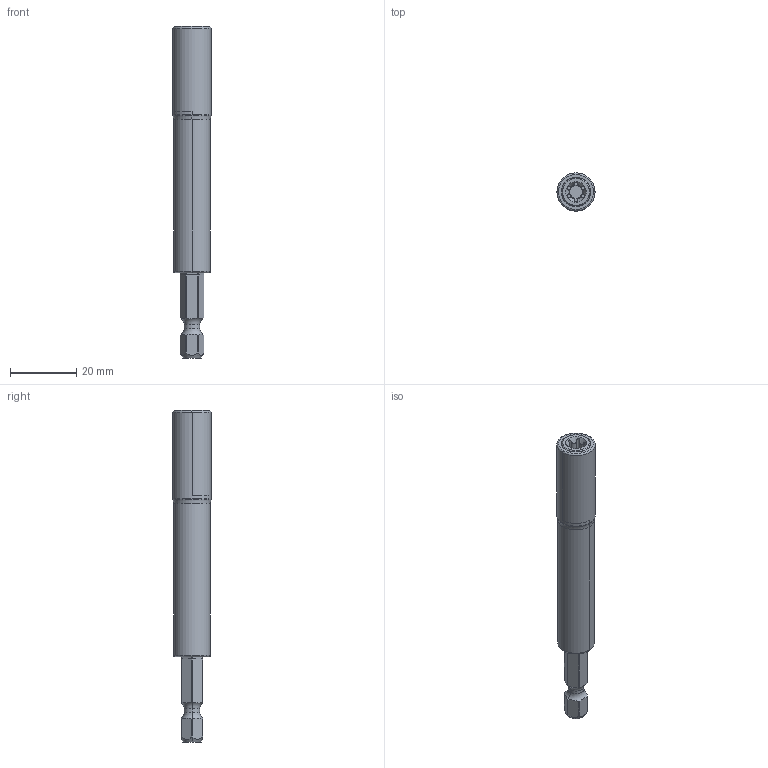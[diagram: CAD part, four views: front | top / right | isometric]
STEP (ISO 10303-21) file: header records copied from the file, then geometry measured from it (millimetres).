
FILE_DESCRIPTION((''),'2;1');
FILE_NAME('4027108356_ASM','2024-01-02T10:03:09',('a00565553'),(''),'CREO PARAMETRIC BY PTC INC, 2022414','CREO PARAMETRIC BY PTC INC, 2022414','');
FILE_SCHEMA(('CONFIG_CONTROL_DESIGN','GEOMETRIC_VALIDATION_PROPERTIES_MIM'));
Length unit declared in the file: millimetre
Products named in the file (3): 4027911274; 4027299465; 4027108356_ASM
Assembly tree (2 placements, depth 2):
  4027108356_ASM
    4027911274
    4027299465
Bounding box: 11.5 x 11.5 x 100 mm (x, y, z)
Volume: 7802.3 mm3; surface area: 7445.3 mm2
Topology: 3 solids, 3 shells, 105 faces, 258 edges, 159 vertices
Faces by surface type: cylinder 52, torus 24, plane 19, cone 10
Entity records: 3797 total; most frequent: CARTESIAN_POINT 924, DIRECTION 552, ORIENTED_EDGE 512, EDGE_CURVE 256, AXIS2_PLACEMENT_3D 238, VERTEX_POINT 159, CIRCLE 128, EDGE_LOOP 109
